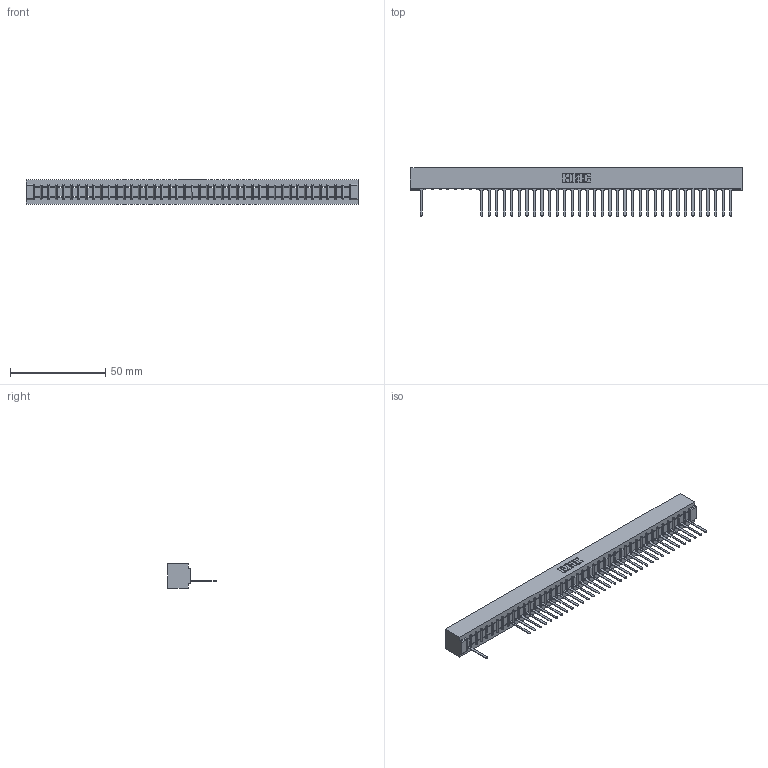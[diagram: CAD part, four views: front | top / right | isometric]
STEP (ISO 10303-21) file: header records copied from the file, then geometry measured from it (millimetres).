
FILE_DESCRIPTION (( 'STEP AP203' ), '1' );
FILE_NAME ('307-042-547-101.STEP', '2018-08-05T17:04:24', ( '' ), ( '' ), 'SwSTEP 2.0', 'SolidWorks 2016', '' );
FILE_SCHEMA (( 'CONFIG_CONTROL_DESIGN' ));
Length unit declared in the file: inch
Products named in the file (3): 307-042-547-101; 307 Part_No Mounting Lugs; 307-290-001_547
Assembly tree (36 placements, depth 2):
  307-042-547-101
    307 Part_No Mounting Lugs
    307-290-001_547  x35
Bounding box: 174.29 x 25.43 x 12.7 mm (x, y, z)
Volume: 18582.6 mm3; surface area: 19660.4 mm2
Topology: 36 solids, 36 shells, 2253 faces, 6417 edges, 4114 vertices
Faces by surface type: plane 1445, cylinder 722, sphere 86
Entity records: 35472 total; most frequent: CARTESIAN_POINT 6005, ORIENTED_EDGE 5998, DIRECTION 5831, EDGE_CURVE 2999, LINE 2303, VECTOR 2303, VERTEX_POINT 1938, AXIS2_PLACEMENT_3D 1764
